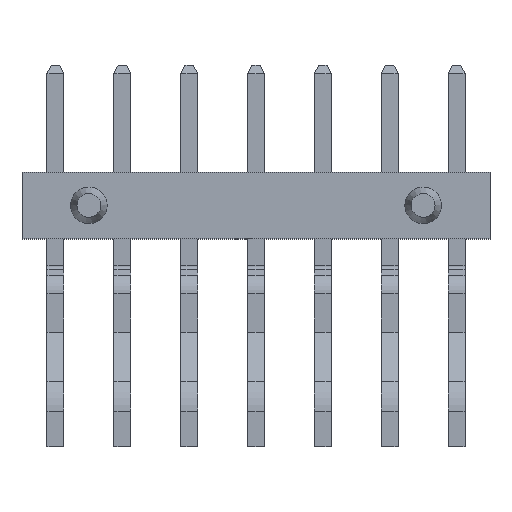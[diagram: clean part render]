
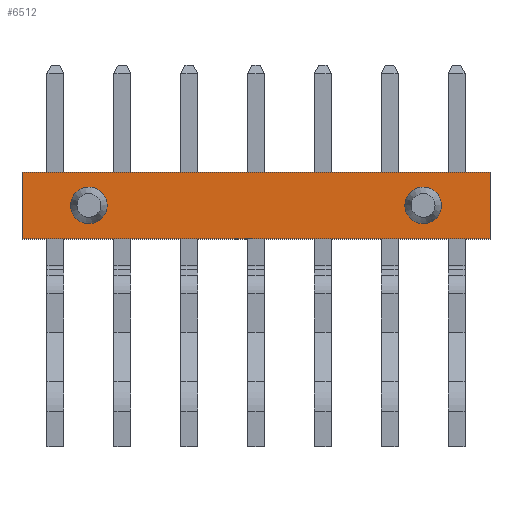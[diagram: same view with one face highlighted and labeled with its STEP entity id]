
A CAD part, top view. The second image highlights one B-rep face of the part: STEP entity #6512.
In plain terms, the highlighted planar face has unit normal (0, 0, 1).
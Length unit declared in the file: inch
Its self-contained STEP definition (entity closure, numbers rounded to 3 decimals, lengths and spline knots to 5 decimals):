
#91=CIRCLE('',#6889,0.0215);
#92=CIRCLE('',#6890,0.0215);
#213=ORIENTED_EDGE('',*,*,#2153,.F.);
#214=ORIENTED_EDGE('',*,*,#2154,.F.);
#215=ORIENTED_EDGE('',*,*,#2155,.T.);
#216=ORIENTED_EDGE('',*,*,#2156,.F.);
#217=ORIENTED_EDGE('',*,*,#2157,.F.);
#218=ORIENTED_EDGE('',*,*,#2150,.T.);
#2150=EDGE_CURVE('',#3121,#3120,#3750,.T.);
#2153=EDGE_CURVE('',#3123,#3123,#91,.F.);
#2154=EDGE_CURVE('',#3124,#3124,#92,.F.);
#2155=EDGE_CURVE('',#3120,#3125,#3753,.T.);
#2156=EDGE_CURVE('',#3126,#3125,#3754,.T.);
#2157=EDGE_CURVE('',#3121,#3126,#3755,.T.);
#3120=VERTEX_POINT('',#9155);
#3121=VERTEX_POINT('',#9157);
#3123=VERTEX_POINT('',#9163);
#3124=VERTEX_POINT('',#9165);
#3125=VERTEX_POINT('',#9167);
#3126=VERTEX_POINT('',#9169);
#3750=LINE('',#9156,#4602);
#3753=LINE('',#9166,#4605);
#3754=LINE('',#9168,#4606);
#3755=LINE('',#9170,#4607);
#4602=VECTOR('',#7362,39.37008);
#4605=VECTOR('',#7371,39.37008);
#4606=VECTOR('',#7372,39.37008);
#4607=VECTOR('',#7373,39.37008);
#5454=EDGE_LOOP('',(#213));
#5455=EDGE_LOOP('',(#214));
#5456=EDGE_LOOP('',(#215,#216,#217,#218));
#5838=FACE_BOUND('',#5454,.T.);
#5839=FACE_BOUND('',#5455,.T.);
#5840=FACE_BOUND('',#5456,.T.);
#6222=PLANE('',#6888);
#6512=ADVANCED_FACE('',(#5838,#5839,#5840),#6222,.F.);
#6888=AXIS2_PLACEMENT_3D('',#9161,#7365,#7366);
#6889=AXIS2_PLACEMENT_3D('',#9162,#7367,#7368);
#6890=AXIS2_PLACEMENT_3D('',#9164,#7369,#7370);
#7362=DIRECTION('',(0.,-1.,0.));
#7365=DIRECTION('',(0.,0.,-1.));
#7366=DIRECTION('',(-1.,0.,0.));
#7367=DIRECTION('',(0.,0.,-1.));
#7368=DIRECTION('',(-1.,0.,0.));
#7369=DIRECTION('',(0.,0.,-1.));
#7370=DIRECTION('',(-1.,0.,0.));
#7371=DIRECTION('',(1.,0.,0.));
#7372=DIRECTION('',(0.,-1.,0.));
#7373=DIRECTION('',(1.,0.,0.));
#9155=CARTESIAN_POINT('',(-0.27559,0.,0.0787));
#9156=CARTESIAN_POINT('',(-0.27559,0.07874,0.0787));
#9157=CARTESIAN_POINT('',(-0.27559,0.07874,0.0787));
#9161=CARTESIAN_POINT('',(-0.27559,0.07874,0.0787));
#9162=CARTESIAN_POINT('',(-0.19685,0.03937,0.0787));
#9163=CARTESIAN_POINT('',(-0.21835,0.03937,0.0787));
#9164=CARTESIAN_POINT('',(0.19685,0.03937,0.0787));
#9165=CARTESIAN_POINT('',(0.17535,0.03937,0.0787));
#9166=CARTESIAN_POINT('',(-0.27559,0.,0.0787));
#9167=CARTESIAN_POINT('',(0.27559,0.,0.0787));
#9168=CARTESIAN_POINT('',(0.27559,0.07874,0.0787));
#9169=CARTESIAN_POINT('',(0.27559,0.07874,0.0787));
#9170=CARTESIAN_POINT('',(-0.27559,0.07874,0.0787));
